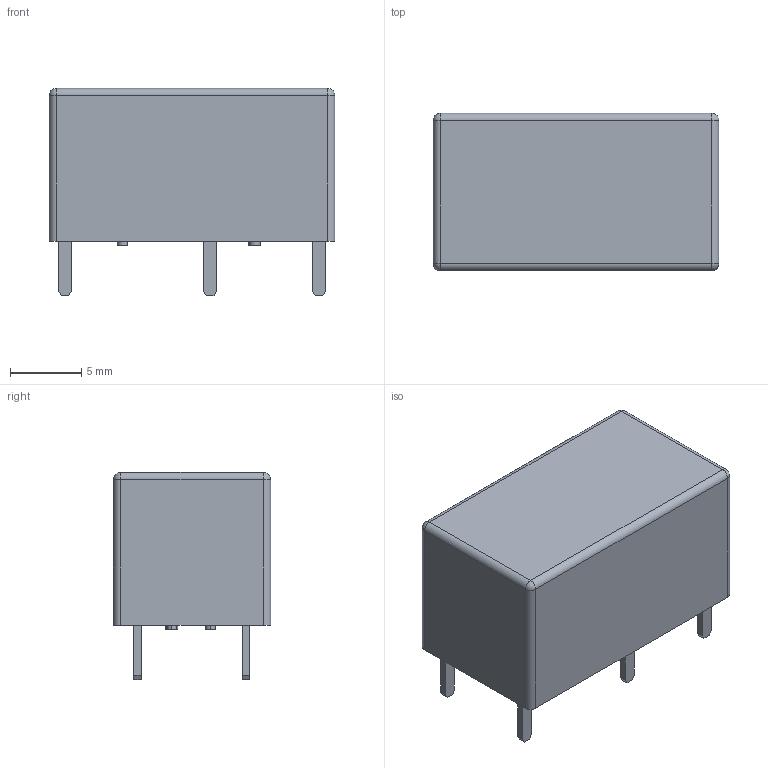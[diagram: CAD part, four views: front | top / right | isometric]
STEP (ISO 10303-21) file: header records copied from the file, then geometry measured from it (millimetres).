
FILE_DESCRIPTION (( 'STEP AP214' ), '1' );
FILE_NAME ('RELAY-TH_G6B-2214P-US-DCXX.step', '2022-07-09T13:16:25', ( '' ), ( '' ), 'SwSTEP 2.0', 'SolidWorks 2020', '' );
FILE_SCHEMA (( 'AUTOMOTIVE_DESIGN' ));
Length unit declared in the file: millimetre
Products named in the file (1): RELAY-TH_G6B-2214P-US-DCXX
Bounding box: 20 x 11.01 x 14.5 mm (x, y, z)
Volume: 2358.9 mm3; surface area: 1145.7 mm2
Topology: 1 solids, 1 shells, 355 faces, 943 edges, 622 vertices
Faces by surface type: plane 223, bspline 112, cylinder 16, sphere 4
Entity records: 14799 total; most frequent: CARTESIAN_POINT 4021, ORIENTED_EDGE 1878, DIRECTION 1231, EDGE_CURVE 939, VECTOR 679, LINE 679, VERTEX_POINT 622, EDGE_LOOP 391
